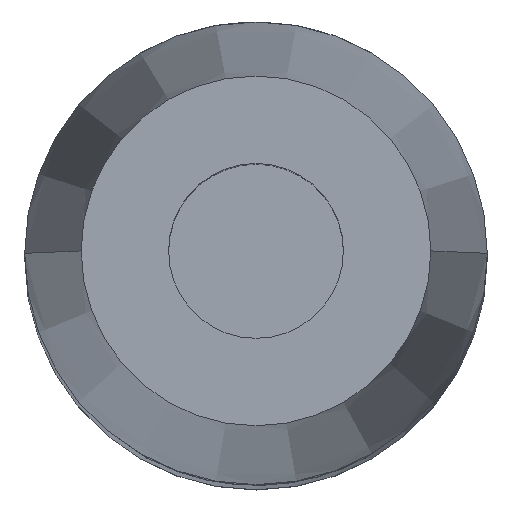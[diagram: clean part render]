
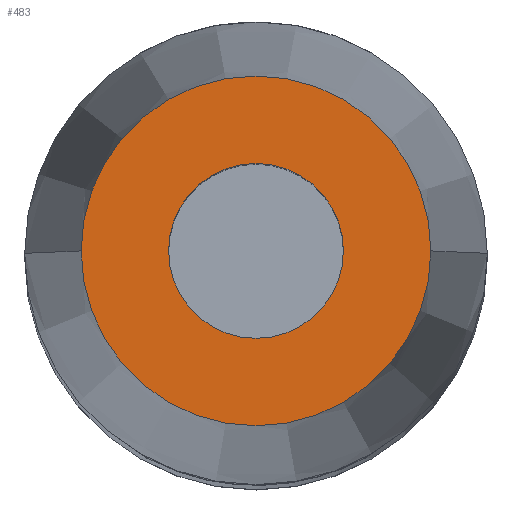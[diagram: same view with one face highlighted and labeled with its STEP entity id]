
A CAD part, top view. The second image highlights one B-rep face of the part: STEP entity #483.
In plain terms, the highlighted planar face has unit normal (0, 0, 1).
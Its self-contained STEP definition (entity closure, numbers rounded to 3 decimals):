
#9 = DIRECTION ( 'NONE',  ( -1., 0., 0. ) ) ;
#27 = CIRCLE ( 'NONE', #517, 6. ) ;
#35 = VERTEX_POINT ( 'NONE', #168 ) ;
#36 = AXIS2_PLACEMENT_3D ( 'NONE', #340, #452, #9 ) ;
#81 = DIRECTION ( 'NONE',  ( -1., 0., 0. ) ) ;
#82 = FACE_OUTER_BOUND ( 'NONE', #596, .T. ) ;
#86 = AXIS2_PLACEMENT_3D ( 'NONE', #402, #93, #676 ) ;
#93 = DIRECTION ( 'NONE',  ( 0., 0., -1. ) ) ;
#102 = CARTESIAN_POINT ( 'NONE',  ( -3., 0., 152.4 ) ) ;
#107 = CIRCLE ( 'NONE', #86, 3. ) ;
#141 = ORIENTED_EDGE ( 'NONE', *, *, #190, .F. ) ;
#164 = CARTESIAN_POINT ( 'NONE',  ( 6., 0., 152.4 ) ) ;
#168 = CARTESIAN_POINT ( 'NONE',  ( 3., 0., 152.4 ) ) ;
#170 = DIRECTION ( 'NONE',  ( 0., 0., 1. ) ) ;
#174 = PLANE ( 'NONE',  #412 ) ;
#175 = ORIENTED_EDGE ( 'NONE', *, *, #536, .T. ) ;
#190 = EDGE_CURVE ( 'NONE', #553, #479, #27, .T. ) ;
#206 = ORIENTED_EDGE ( 'NONE', *, *, #306, .T. ) ;
#227 = CARTESIAN_POINT ( 'NONE',  ( 0., 0., 152.4 ) ) ;
#255 = CIRCLE ( 'NONE', #283, 6. ) ;
#280 = CARTESIAN_POINT ( 'NONE',  ( -6., 0., 152.4 ) ) ;
#283 = AXIS2_PLACEMENT_3D ( 'NONE', #436, #641, #578 ) ;
#292 = CARTESIAN_POINT ( 'NONE',  ( 0., 6., 152.4 ) ) ;
#306 = EDGE_CURVE ( 'NONE', #628, #35, #107, .T. ) ;
#321 = FACE_BOUND ( 'NONE', #580, .T. ) ;
#340 = CARTESIAN_POINT ( 'NONE',  ( 0., 0., 152.4 ) ) ;
#343 = DIRECTION ( 'NONE',  ( 1., 0., 0. ) ) ;
#402 = CARTESIAN_POINT ( 'NONE',  ( 0., 0., 152.4 ) ) ;
#412 = AXIS2_PLACEMENT_3D ( 'NONE', #292, #170, #343 ) ;
#436 = CARTESIAN_POINT ( 'NONE',  ( 0., 0., 152.4 ) ) ;
#452 = DIRECTION ( 'NONE',  ( 0., 0., -1. ) ) ;
#479 = VERTEX_POINT ( 'NONE', #280 ) ;
#483 = ADVANCED_FACE ( 'NONE', ( #321, #82 ), #174, .T. ) ;
#514 = DIRECTION ( 'NONE',  ( 0., 0., -1. ) ) ;
#517 = AXIS2_PLACEMENT_3D ( 'NONE', #227, #514, #81 ) ;
#536 = EDGE_CURVE ( 'NONE', #35, #628, #546, .T. ) ;
#546 = CIRCLE ( 'NONE', #36, 3. ) ;
#553 = VERTEX_POINT ( 'NONE', #164 ) ;
#578 = DIRECTION ( 'NONE',  ( -1., 0., 0. ) ) ;
#580 = EDGE_LOOP ( 'NONE', ( #206, #175 ) ) ;
#596 = EDGE_LOOP ( 'NONE', ( #615, #141 ) ) ;
#613 = EDGE_CURVE ( 'NONE', #479, #553, #255, .T. ) ;
#615 = ORIENTED_EDGE ( 'NONE', *, *, #613, .F. ) ;
#628 = VERTEX_POINT ( 'NONE', #102 ) ;
#641 = DIRECTION ( 'NONE',  ( 0., 0., -1. ) ) ;
#676 = DIRECTION ( 'NONE',  ( -1., 0., 0. ) ) ;
